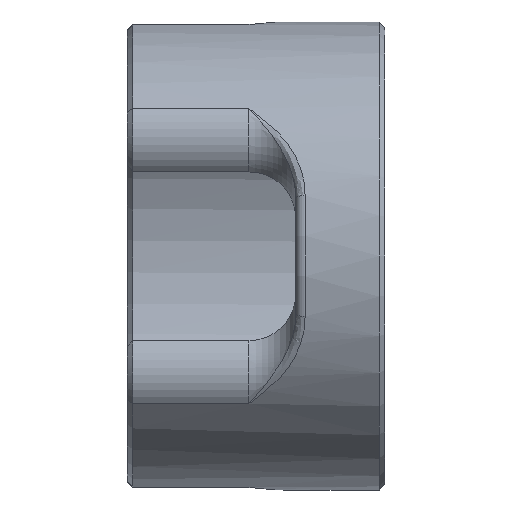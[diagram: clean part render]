
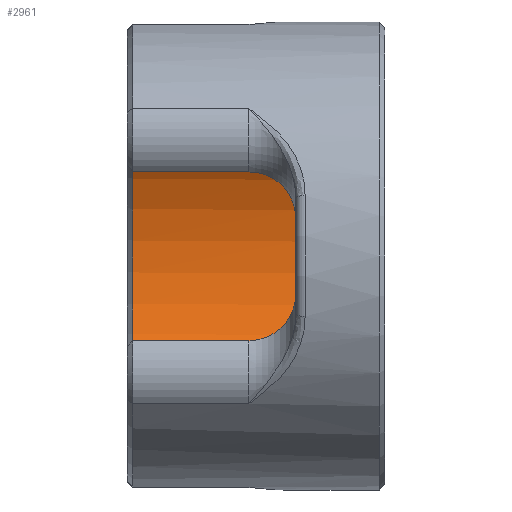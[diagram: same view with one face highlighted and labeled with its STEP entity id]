
A CAD part, left-side view. The second image highlights one B-rep face of the part: STEP entity #2961.
In plain terms, the highlighted cylindrical face has radius 20.5 mm (diameter 41 mm), a partial arc.
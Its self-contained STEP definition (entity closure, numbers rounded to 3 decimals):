
#47 = CARTESIAN_POINT ( 'NONE',  ( 16.831, 12.383, -11.704 ) ) ;
#92 = CARTESIAN_POINT ( 'NONE',  ( 15.554, 9.971, -13.356 ) ) ;
#196 = CARTESIAN_POINT ( 'NONE',  ( 17.135, 26.9, 11.254 ) ) ;
#398 = CARTESIAN_POINT ( 'NONE',  ( 17.077, 14.5, -11.341 ) ) ;
#410 = DIRECTION ( 'NONE',  ( 0., 1., 0. ) ) ;
#483 = LINE ( 'NONE', #5480, #1467 ) ;
#560 = CARTESIAN_POINT ( 'NONE',  ( 15.439, 9.73, 13.488 ) ) ;
#647 = CARTESIAN_POINT ( 'NONE',  ( 15.701, 10.121, -13.182 ) ) ;
#834 = CIRCLE ( 'NONE', #7210, 20.5 ) ;
#1010 = EDGE_CURVE ( 'NONE', #2527, #4543, #483, .T. ) ;
#1107 = CARTESIAN_POINT ( 'NONE',  ( 16.441, 11.081, 12.247 ) ) ;
#1114 = VECTOR ( 'NONE', #4784, 1000. ) ;
#1150 = CARTESIAN_POINT ( 'NONE',  ( 17.135, 13.968, 11.254 ) ) ;
#1391 = CYLINDRICAL_SURFACE ( 'NONE', #7168, 20.5 ) ;
#1401 = CARTESIAN_POINT ( 'NONE',  ( 17.077, 27.5, -11.341 ) ) ;
#1467 = VECTOR ( 'NONE', #410, 1000. ) ;
#1566 = EDGE_CURVE ( 'NONE', #5954, #4136, #2549, .T. ) ;
#1657 = CARTESIAN_POINT ( 'NONE',  ( 15.729, 10.011, 13.149 ) ) ;
#1662 = B_SPLINE_CURVE_WITH_KNOTS ( 'NONE', 3,
 ( #5684, #4491, #5110, #6927, #6317, #6277, #47, #4610, #2324, #1751, #3481, #4016, #5719, #647, #92, #4056, #3124, #7034 ),
 .UNSPECIFIED., .F., .F.,
 ( 4, 2, 2, 2, 2, 2, 2, 2, 4 ),
 ( 0., 0.125, 0.25, 0.375, 0.5, 0.625, 0.75, 0.875, 1. ),
 .UNSPECIFIED. ) ;
#1696 = CARTESIAN_POINT ( 'NONE',  ( 16.228, 10.686, 12.527 ) ) ;
#1739 = CARTESIAN_POINT ( 'NONE',  ( 15.128, 9.5, 13.835 ) ) ;
#1751 = CARTESIAN_POINT ( 'NONE',  ( 16.427, 11.227, -12.265 ) ) ;
#1778 = CARTESIAN_POINT ( 'NONE',  ( 16.96, 12.685, 11.515 ) ) ;
#1874 = CARTESIAN_POINT ( 'NONE',  ( 0., 9.5, 0. ) ) ;
#2020 = CARTESIAN_POINT ( 'NONE',  ( 0., 27.5, 0. ) ) ;
#2279 = CARTESIAN_POINT ( 'NONE',  ( 16.781, 11.958, 11.776 ) ) ;
#2284 = DIRECTION ( 'NONE',  ( 0., -1., 0. ) ) ;
#2324 = CARTESIAN_POINT ( 'NONE',  ( 16.612, 11.67, -12.013 ) ) ;
#2527 = VERTEX_POINT ( 'NONE', #4671 ) ;
#2549 = LINE ( 'NONE', #1401, #1114 ) ;
#2642 = VERTEX_POINT ( 'NONE', #4953 ) ;
#2688 = ORIENTED_EDGE ( 'NONE', *, *, #4261, .T. ) ;
#2746 = CARTESIAN_POINT ( 'NONE',  ( 0., 26.9, 0. ) ) ;
#2843 = CARTESIAN_POINT ( 'NONE',  ( 15.864, 10.167, 12.985 ) ) ;
#2902 = EDGE_CURVE ( 'NONE', #2642, #2527, #6137, .T. ) ;
#2930 = DIRECTION ( 'NONE',  ( 0., 0., -1. ) ) ;
#2961 = ADVANCED_FACE ( 'NONE', ( #6396 ), #1391, .F. ) ;
#3124 = CARTESIAN_POINT ( 'NONE',  ( 15.085, 9.596, -13.883 ) ) ;
#3234 = CARTESIAN_POINT ( 'NONE',  ( 14.915, 9.5, -14.064 ) ) ;
#3396 = CARTESIAN_POINT ( 'NONE',  ( 16.537, 11.291, 12.116 ) ) ;
#3481 = CARTESIAN_POINT ( 'NONE',  ( 16.322, 11.017, -12.405 ) ) ;
#3555 = AXIS2_PLACEMENT_3D ( 'NONE', #1874, #2284, #4526 ) ;
#3700 = CARTESIAN_POINT ( 'NONE',  ( 17.077, 26.9, -11.341 ) ) ;
#3713 = DIRECTION ( 'NONE',  ( 0., -1., 0. ) ) ;
#3925 = CARTESIAN_POINT ( 'NONE',  ( 16.114, 10.505, 12.674 ) ) ;
#3967 = CARTESIAN_POINT ( 'NONE',  ( 16.985, 12.811, 11.479 ) ) ;
#4004 = CARTESIAN_POINT ( 'NONE',  ( 16.906, 12.437, 11.594 ) ) ;
#4016 = CARTESIAN_POINT ( 'NONE',  ( 16.095, 10.63, -12.698 ) ) ;
#4056 = CARTESIAN_POINT ( 'NONE',  ( 15.248, 9.71, -13.705 ) ) ;
#4136 = VERTEX_POINT ( 'NONE', #398 ) ;
#4237 = ORIENTED_EDGE ( 'NONE', *, *, #1566, .T. ) ;
#4261 = EDGE_CURVE ( 'NONE', #4543, #5954, #834, .T. ) ;
#4491 = CARTESIAN_POINT ( 'NONE',  ( 17.077, 14.227, -11.341 ) ) ;
#4515 = CARTESIAN_POINT ( 'NONE',  ( 16.877, 12.316, 11.637 ) ) ;
#4526 = DIRECTION ( 'NONE',  ( 0., 0., 1. ) ) ;
#4543 = VERTEX_POINT ( 'NONE', #196 ) ;
#4610 = CARTESIAN_POINT ( 'NONE',  ( 16.693, 11.902, -11.901 ) ) ;
#4671 = CARTESIAN_POINT ( 'NONE',  ( 17.135, 14.5, 11.254 ) ) ;
#4711 = CIRCLE ( 'NONE', #3555, 20.5 ) ;
#4743 = DIRECTION ( 'NONE',  ( 0., 0., -1. ) ) ;
#4784 = DIRECTION ( 'NONE',  ( 0., -1., 0. ) ) ;
#4802 = ORIENTED_EDGE ( 'NONE', *, *, #1010, .T. ) ;
#4953 = CARTESIAN_POINT ( 'NONE',  ( 15.128, 9.5, 13.835 ) ) ;
#4996 = EDGE_LOOP ( 'NONE', ( #4237, #7128, #7204, #7006, #4802, #2688 ) ) ;
#5067 = CARTESIAN_POINT ( 'NONE',  ( 16.707, 11.73, 11.881 ) ) ;
#5110 = CARTESIAN_POINT ( 'NONE',  ( 17.066, 13.954, -11.359 ) ) ;
#5480 = CARTESIAN_POINT ( 'NONE',  ( 17.135, 27.5, 11.254 ) ) ;
#5593 = EDGE_CURVE ( 'NONE', #4136, #6851, #1662, .T. ) ;
#5684 = CARTESIAN_POINT ( 'NONE',  ( 17.077, 14.5, -11.341 ) ) ;
#5708 = CARTESIAN_POINT ( 'NONE',  ( 15.288, 9.607, 13.66 ) ) ;
#5719 = CARTESIAN_POINT ( 'NONE',  ( 15.971, 10.451, -12.854 ) ) ;
#5954 = VERTEX_POINT ( 'NONE', #3700 ) ;
#6115 = DIRECTION ( 'NONE',  ( 0., 1., 0. ) ) ;
#6137 = B_SPLINE_CURVE_WITH_KNOTS ( 'NONE', 3,
 ( #1739, #5708, #560, #1657, #2843, #3925, #1696, #1107, #3396, #5067, #2279, #4515, #4004, #1778, #3967, #6224, #1150, #6265 ),
 .UNSPECIFIED., .F., .F.,
 ( 4, 2, 2, 2, 2, 2, 2, 2, 4 ),
 ( 0., 0.125, 0.25, 0.375, 0.5, 0.625, 0.687, 0.75, 1. ),
 .UNSPECIFIED. ) ;
#6224 = CARTESIAN_POINT ( 'NONE',  ( 17.092, 13.444, 11.32 ) ) ;
#6265 = CARTESIAN_POINT ( 'NONE',  ( 17.135, 14.5, 11.254 ) ) ;
#6277 = CARTESIAN_POINT ( 'NONE',  ( 16.89, 12.637, -11.618 ) ) ;
#6317 = CARTESIAN_POINT ( 'NONE',  ( 16.984, 13.156, -11.48 ) ) ;
#6396 = FACE_OUTER_BOUND ( 'NONE', #4996, .T. ) ;
#6851 = VERTEX_POINT ( 'NONE', #3234 ) ;
#6927 = CARTESIAN_POINT ( 'NONE',  ( 17.019, 13.42, -11.428 ) ) ;
#7006 = ORIENTED_EDGE ( 'NONE', *, *, #2902, .T. ) ;
#7034 = CARTESIAN_POINT ( 'NONE',  ( 14.915, 9.5, -14.064 ) ) ;
#7128 = ORIENTED_EDGE ( 'NONE', *, *, #5593, .T. ) ;
#7152 = EDGE_CURVE ( 'NONE', #6851, #2642, #4711, .T. ) ;
#7168 = AXIS2_PLACEMENT_3D ( 'NONE', #2020, #3713, #4743 ) ;
#7204 = ORIENTED_EDGE ( 'NONE', *, *, #7152, .T. ) ;
#7210 = AXIS2_PLACEMENT_3D ( 'NONE', #2746, #6115, #2930 ) ;
